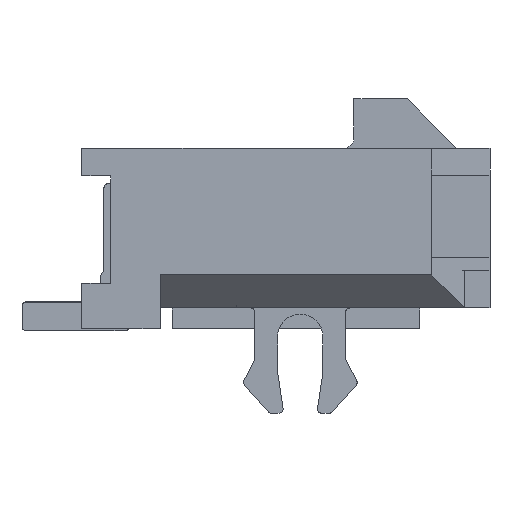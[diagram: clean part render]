
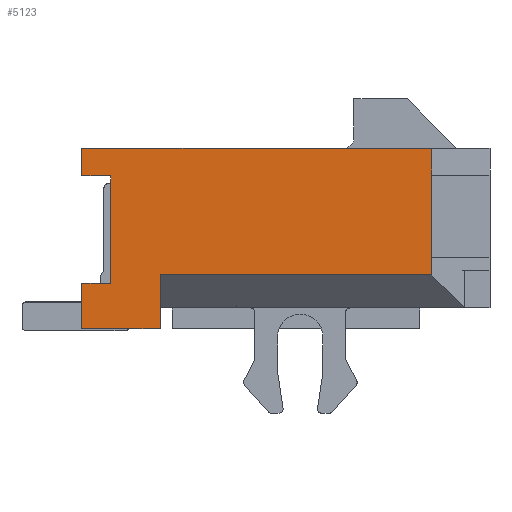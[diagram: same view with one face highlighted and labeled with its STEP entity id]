
A CAD part, left-side view. The second image highlights one B-rep face of the part: STEP entity #5123.
In plain terms, the highlighted planar face has unit normal (-1, 0, 0).
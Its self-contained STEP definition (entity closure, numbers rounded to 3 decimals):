
#592=ORIENTED_EDGE('',*,*,#2025,.T.);
#593=ORIENTED_EDGE('',*,*,#2026,.T.);
#594=ORIENTED_EDGE('',*,*,#1669,.F.);
#595=ORIENTED_EDGE('',*,*,#2027,.T.);
#596=ORIENTED_EDGE('',*,*,#2028,.F.);
#597=ORIENTED_EDGE('',*,*,#2029,.F.);
#598=ORIENTED_EDGE('',*,*,#2030,.F.);
#599=ORIENTED_EDGE('',*,*,#1770,.T.);
#600=ORIENTED_EDGE('',*,*,#2031,.T.);
#601=ORIENTED_EDGE('',*,*,#2032,.T.);
#602=ORIENTED_EDGE('',*,*,#2033,.T.);
#603=ORIENTED_EDGE('',*,*,#2034,.T.);
#1669=EDGE_CURVE('',#2421,#2422,#2911,.T.);
#1770=EDGE_CURVE('',#2520,#2519,#3012,.T.);
#2025=EDGE_CURVE('',#2707,#2708,#3267,.T.);
#2026=EDGE_CURVE('',#2708,#2422,#3268,.T.);
#2027=EDGE_CURVE('',#2421,#2709,#3269,.T.);
#2028=EDGE_CURVE('',#2710,#2709,#3270,.T.);
#2029=EDGE_CURVE('',#2711,#2710,#3271,.T.);
#2030=EDGE_CURVE('',#2520,#2711,#3272,.T.);
#2031=EDGE_CURVE('',#2519,#2712,#3273,.T.);
#2032=EDGE_CURVE('',#2712,#2713,#3274,.T.);
#2033=EDGE_CURVE('',#2713,#2714,#3275,.T.);
#2034=EDGE_CURVE('',#2714,#2707,#3276,.T.);
#2421=VERTEX_POINT('',#7093);
#2422=VERTEX_POINT('',#7095);
#2519=VERTEX_POINT('',#7307);
#2520=VERTEX_POINT('',#7309);
#2707=VERTEX_POINT('',#7799);
#2708=VERTEX_POINT('',#7800);
#2709=VERTEX_POINT('',#7803);
#2710=VERTEX_POINT('',#7805);
#2711=VERTEX_POINT('',#7807);
#2712=VERTEX_POINT('',#7810);
#2713=VERTEX_POINT('',#7812);
#2714=VERTEX_POINT('',#7814);
#2911=LINE('',#7094,#3599);
#3012=LINE('',#7308,#3700);
#3267=LINE('',#7798,#3955);
#3268=LINE('',#7801,#3956);
#3269=LINE('',#7802,#3957);
#3270=LINE('',#7804,#3958);
#3271=LINE('',#7806,#3959);
#3272=LINE('',#7808,#3960);
#3273=LINE('',#7809,#3961);
#3274=LINE('',#7811,#3962);
#3275=LINE('',#7813,#3963);
#3276=LINE('',#7815,#3964);
#3599=VECTOR('',#5720,1000.);
#3700=VECTOR('',#5851,1000.);
#3955=VECTOR('',#6202,1000.);
#3956=VECTOR('',#6203,1000.);
#3957=VECTOR('',#6204,1000.);
#3958=VECTOR('',#6205,1000.);
#3959=VECTOR('',#6206,1000.);
#3960=VECTOR('',#6207,1000.);
#3961=VECTOR('',#6208,1000.);
#3962=VECTOR('',#6209,1000.);
#3963=VECTOR('',#6210,1000.);
#3964=VECTOR('',#6211,1000.);
#4346=EDGE_LOOP('',(#592,#593,#594,#595,#596,#597,#598,#599,#600,#601,#602,
#603));
#4624=FACE_BOUND('',#4346,.T.);
#4891=PLANE('',#5425);
#5123=ADVANCED_FACE('',(#4624),#4891,.T.);
#5425=AXIS2_PLACEMENT_3D('',#7797,#6200,#6201);
#5720=DIRECTION('',(0.,0.,-1.));
#5851=DIRECTION('',(0.,1.,0.));
#6200=DIRECTION('',(-1.,0.,0.));
#6201=DIRECTION('',(0.,0.,1.));
#6202=DIRECTION('',(0.,0.,-1.));
#6203=DIRECTION('',(0.,-1.,0.));
#6204=DIRECTION('',(0.,-1.,0.));
#6205=DIRECTION('',(0.,0.,-1.));
#6206=DIRECTION('',(0.,0.,-1.));
#6207=DIRECTION('',(0.,0.,-1.));
#6208=DIRECTION('',(0.,0.,-1.));
#6209=DIRECTION('',(0.,-1.,0.));
#6210=DIRECTION('',(0.,0.,-1.));
#6211=DIRECTION('',(0.,1.,0.));
#7093=CARTESIAN_POINT('',(-7.825,3.05,-0.885));
#7094=CARTESIAN_POINT('',(-7.825,3.05,-1.685));
#7095=CARTESIAN_POINT('',(-7.825,3.05,-2.185));
#7307=CARTESIAN_POINT('',(-7.825,4.95,2.185));
#7308=CARTESIAN_POINT('',(-7.825,-4.95,2.185));
#7309=CARTESIAN_POINT('',(-7.825,-3.536,2.185));
#7797=CARTESIAN_POINT('',(-7.825,0.,0.));
#7798=CARTESIAN_POINT('',(-7.825,4.95,2.185));
#7799=CARTESIAN_POINT('',(-7.825,4.95,-1.085));
#7800=CARTESIAN_POINT('',(-7.825,4.95,-2.185));
#7801=CARTESIAN_POINT('',(-7.825,4.95,-2.185));
#7802=CARTESIAN_POINT('',(-7.825,0.,-0.885));
#7803=CARTESIAN_POINT('',(-7.825,-3.536,-0.885));
#7804=CARTESIAN_POINT('',(-7.825,-3.536,0.));
#7805=CARTESIAN_POINT('',(-7.825,-3.536,-0.465));
#7806=CARTESIAN_POINT('',(-7.825,-3.536,1.535));
#7807=CARTESIAN_POINT('',(-7.825,-3.536,1.535));
#7808=CARTESIAN_POINT('',(-7.825,-3.536,0.));
#7809=CARTESIAN_POINT('',(-7.825,4.95,2.185));
#7810=CARTESIAN_POINT('',(-7.825,4.95,1.515));
#7811=CARTESIAN_POINT('',(-7.825,0.,1.515));
#7812=CARTESIAN_POINT('',(-7.825,4.25,1.515));
#7813=CARTESIAN_POINT('',(-7.825,4.25,0.));
#7814=CARTESIAN_POINT('',(-7.825,4.25,-1.085));
#7815=CARTESIAN_POINT('',(-7.825,0.,-1.085));
